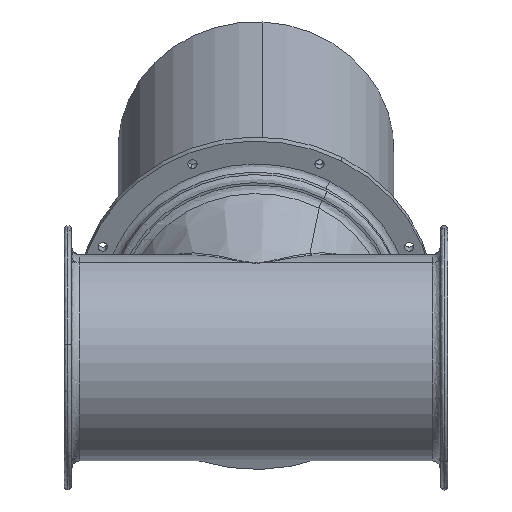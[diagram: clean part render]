
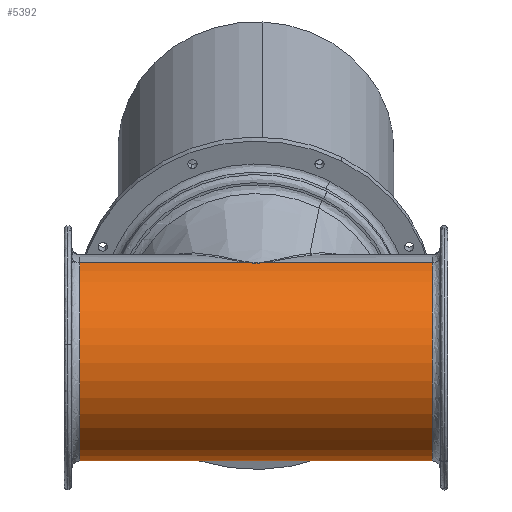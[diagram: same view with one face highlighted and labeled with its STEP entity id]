
A CAD part, top view. The second image highlights one B-rep face of the part: STEP entity #5392.
In plain terms, the highlighted cylindrical face has radius 99.5 mm (diameter 199 mm), a partial arc.
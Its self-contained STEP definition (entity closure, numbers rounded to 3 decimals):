
#3765=CARTESIAN_POINT('Vertex',(5.815,-123.808,99.449)) ;
#3847=CARTESIAN_POINT('Control Point',(5.815,-123.808,99.449)) ;
#3848=CARTESIAN_POINT('Control Point',(4.75,-123.894,99.652)) ;
#3849=CARTESIAN_POINT('Control Point',(3.674,-123.963,99.811)) ;
#3850=CARTESIAN_POINT('Control Point',(2.591,-124.012,99.925)) ;
#3851=CARTESIAN_POINT('Control Point',(0.249,-124.072,100.064)) ;
#3852=CARTESIAN_POINT('Control Point',(-2.097,-124.033,99.974)) ;
#3853=CARTESIAN_POINT('Control Point',(-3.347,-123.983,99.859)) ;
#3854=CARTESIAN_POINT('Control Point',(-4.587,-123.907,99.682)) ;
#3855=CARTESIAN_POINT('Control Point',(-5.815,-123.808,99.449)) ;
#3856=CARTESIAN_POINT('Vertex',(-5.815,-123.808,99.449)) ;
#4424=CARTESIAN_POINT('Vertex',(-5.815,-306.904,21.496)) ;
#4498=CARTESIAN_POINT('Control Point',(5.815,-306.904,21.496)) ;
#4499=CARTESIAN_POINT('Control Point',(3.998,-307.051,21.841)) ;
#4500=CARTESIAN_POINT('Control Point',(2.153,-307.144,22.064)) ;
#4501=CARTESIAN_POINT('Control Point',(0.292,-307.177,22.144)) ;
#4502=CARTESIAN_POINT('Control Point',(-2.059,-307.139,22.051)) ;
#4503=CARTESIAN_POINT('Control Point',(-4.378,-307.009,21.742)) ;
#4504=CARTESIAN_POINT('Control Point',(-4.859,-306.978,21.669)) ;
#4505=CARTESIAN_POINT('Control Point',(-5.338,-306.943,21.587)) ;
#4506=CARTESIAN_POINT('Control Point',(-5.815,-306.904,21.496)) ;
#4507=CARTESIAN_POINT('Vertex',(5.815,-306.904,21.496)) ;
#5326=CARTESIAN_POINT('Line Origine',(87.907,-123.808,99.449)) ;
#5330=CARTESIAN_POINT('Vertex',(170.,-123.808,99.449)) ;
#5337=CARTESIAN_POINT('Vertex',(170.,-306.904,21.496)) ;
#5340=CARTESIAN_POINT('Line Origine',(87.907,-306.904,21.496)) ;
#5353=CARTESIAN_POINT('Axis2P3D Location',(0.,-215.356,60.473)) ;
#5358=CARTESIAN_POINT('Axis2P3D Location',(170.,-215.356,60.473)) ;
#5363=CARTESIAN_POINT('Line Origine',(0.,-123.808,99.449)) ;
#5367=CARTESIAN_POINT('Vertex',(-170.,-123.808,99.449)) ;
#5370=CARTESIAN_POINT('Axis2P3D Location',(-170.,-215.356,60.473)) ;
#5374=CARTESIAN_POINT('Vertex',(-170.,-306.904,21.496)) ;
#5377=CARTESIAN_POINT('Line Origine',(0.,-306.904,21.496)) ;
#5327=DIRECTION('Vector Direction',(-1.,0.,0.)) ;
#5341=DIRECTION('Vector Direction',(-1.,0.,0.)) ;
#5354=DIRECTION('Axis2P3D Direction',(-1.,0.,0.)) ;
#5355=DIRECTION('Axis2P3D XDirection',(0.,-0.92,-0.392)) ;
#5359=DIRECTION('Axis2P3D Direction',(-1.,0.,0.)) ;
#5364=DIRECTION('Vector Direction',(-1.,0.,0.)) ;
#5371=DIRECTION('Axis2P3D Direction',(-1.,0.,0.)) ;
#5378=DIRECTION('Vector Direction',(-1.,0.,0.)) ;
#5356=AXIS2_PLACEMENT_3D('Cylinder Axis2P3D',#5353,#5354,#5355) ;
#5360=AXIS2_PLACEMENT_3D('Circle Axis2P3D',#5358,#5359,$) ;
#5372=AXIS2_PLACEMENT_3D('Circle Axis2P3D',#5370,#5371,$) ;
#5383=ORIENTED_EDGE('',*,*,#5344,.F.) ;
#5384=ORIENTED_EDGE('',*,*,#5362,.F.) ;
#5385=ORIENTED_EDGE('',*,*,#5332,.F.) ;
#5386=ORIENTED_EDGE('',*,*,#3858,.T.) ;
#5387=ORIENTED_EDGE('',*,*,#5369,.F.) ;
#5388=ORIENTED_EDGE('',*,*,#5376,.F.) ;
#5389=ORIENTED_EDGE('',*,*,#5381,.F.) ;
#5390=ORIENTED_EDGE('',*,*,#4509,.F.) ;
#5328=VECTOR('Line Direction',#5327,1.) ;
#5342=VECTOR('Line Direction',#5341,1.) ;
#5365=VECTOR('Line Direction',#5364,1.) ;
#5379=VECTOR('Line Direction',#5378,1.) ;
#5392=ADVANCED_FACE('1',(#5391),#5357,.T.) ;
#3846=B_SPLINE_CURVE_WITH_KNOTS('',5,(#3847,#3848,#3849,#3850,#3851,#3852,#3853,#3854,#3855),.UNSPECIFIED.,.F.,.U.,(6,3,6),(81.206,86.532,92.667),.UNSPECIFIED.) ;
#4497=B_SPLINE_CURVE_WITH_KNOTS('',5,(#4498,#4499,#4500,#4501,#4502,#4503,#4504,#4505,#4506),.UNSPECIFIED.,.F.,.U.,(6,3,6),(0.,9.087,11.472),.UNSPECIFIED.) ;
#5361=CIRCLE('generated circle',#5360,99.5) ;
#5373=CIRCLE('generated circle',#5372,99.5) ;
#5357=CYLINDRICAL_SURFACE('generated cylinder',#5356,99.5) ;
#3858=EDGE_CURVE('',#3766,#3857,#3846,.T.) ;
#4509=EDGE_CURVE('',#4508,#4425,#4497,.T.) ;
#5332=EDGE_CURVE('',#3766,#5331,#5329,.F.) ;
#5344=EDGE_CURVE('',#5338,#4508,#5343,.T.) ;
#5362=EDGE_CURVE('',#5331,#5338,#5361,.F.) ;
#5369=EDGE_CURVE('',#5368,#3857,#5366,.F.) ;
#5376=EDGE_CURVE('',#5375,#5368,#5373,.T.) ;
#5381=EDGE_CURVE('',#4425,#5375,#5380,.T.) ;
#5382=EDGE_LOOP('',(#5383,#5384,#5385,#5386,#5387,#5388,#5389,#5390)) ;
#5391=FACE_OUTER_BOUND('',#5382,.T.) ;
#5329=LINE('Line',#5326,#5328) ;
#5343=LINE('Line',#5340,#5342) ;
#5366=LINE('Line',#5363,#5365) ;
#5380=LINE('Line',#5377,#5379) ;
#3766=VERTEX_POINT('',#3765) ;
#3857=VERTEX_POINT('',#3856) ;
#4425=VERTEX_POINT('',#4424) ;
#4508=VERTEX_POINT('',#4507) ;
#5331=VERTEX_POINT('',#5330) ;
#5338=VERTEX_POINT('',#5337) ;
#5368=VERTEX_POINT('',#5367) ;
#5375=VERTEX_POINT('',#5374) ;
